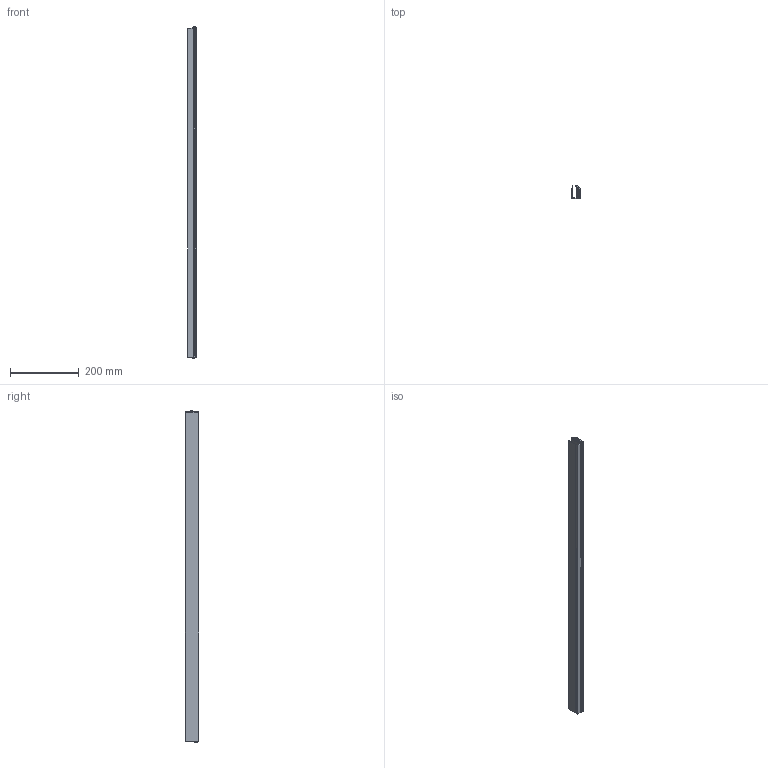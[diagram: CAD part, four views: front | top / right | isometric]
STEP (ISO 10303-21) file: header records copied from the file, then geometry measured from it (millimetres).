
FILE_DESCRIPTION (( 'STEP AP203' ), '1' );
FILE_NAME ('kg-a10_schmal_959.step', '2025-08-05T13:13:17', ( '' ), ( '' ), 'SwSTEP 2.0', 'SolidWorks 2023', '' );
FILE_SCHEMA (( 'CONFIG_CONTROL_DESIGN' ));
Length unit declared in the file: millimetre
Products named in the file (8): Innengeometrie_WA_959; Betätigungsteil_WA; Schutzprofil KG A10 schmal_959; Abschlusskappe KG-S schmal - rechts_1000883-Haube KG-S schmal li ohne Bohrung; Aussengehäuse_WA_959; Abschlusskappe KG-S schmal - links B_1000883-Haube KG-S schmal li ohne Bohrung; M2.9x13; kg-a10_schmal_959
Assembly tree (8 placements, depth 2):
  kg-a10_schmal_959
    Schutzprofil KG A10 schmal_959
    Aussengehäuse_WA_959
    Betätigungsteil_WA
    Innengeometrie_WA_959
    Abschlusskappe KG-S schmal - links B_1000883-Haube KG-S schmal li ohne Bohrung
    M2.9x13  x2
    Abschlusskappe KG-S schmal - rechts_1000883-Haube KG-S schmal li ohne Bohrung
Bounding box: 24.67 x 38 x 968.05 mm (x, y, z)
Volume: 359924.2 mm3; surface area: 467545.3 mm2
Topology: 25 solids, 25 shells, 1274 faces, 3511 edges, 2324 vertices
Faces by surface type: plane 696, bspline 447, cylinder 85, cone 33, torus 13
Entity records: 54427 total; most frequent: CARTESIAN_POINT 24919, ORIENTED_EDGE 6826, DIRECTION 4220, EDGE_CURVE 3413, VECTOR 2292, LINE 2292, VERTEX_POINT 2268, EDGE_LOOP 1367
